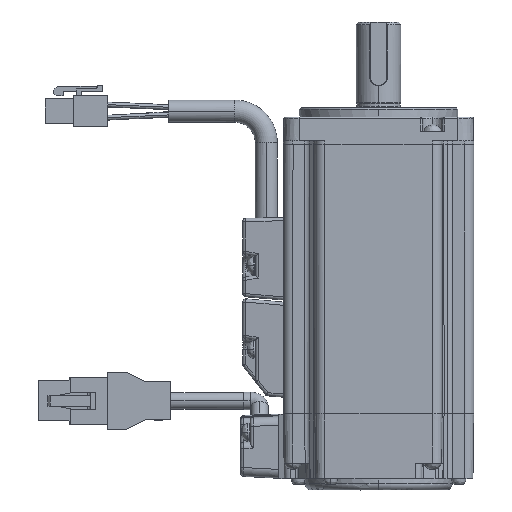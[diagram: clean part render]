
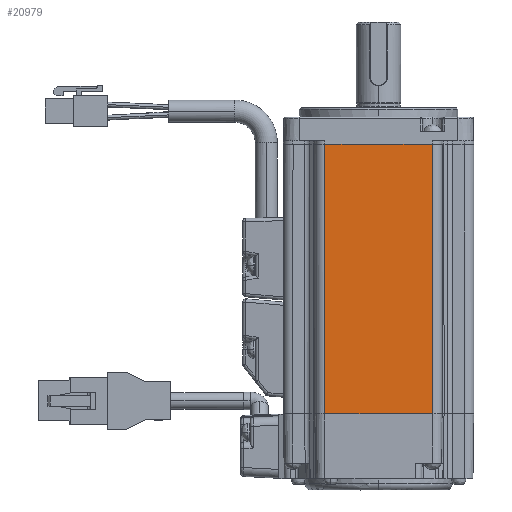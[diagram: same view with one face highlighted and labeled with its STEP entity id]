
A CAD part, left-side view. The second image highlights one B-rep face of the part: STEP entity #20979.
In plain terms, the highlighted planar face has unit normal (-1, -0.001, 0).
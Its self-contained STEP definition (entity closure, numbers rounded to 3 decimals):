
#942 = CARTESIAN_POINT ( 'NONE',  ( -30.015, 16.976, 67.342 ) ) ;
#1107 = CARTESIAN_POINT ( 'NONE',  ( -30.015, 16.976, 27.114 ) ) ;
#1263 = ORIENTED_EDGE ( 'NONE', *, *, #24004, .F. ) ;
#1755 = EDGE_CURVE ( 'NONE', #11266, #8130, #10123, .T. ) ;
#2863 = ORIENTED_EDGE ( 'NONE', *, *, #20964, .T. ) ;
#2872 = ORIENTED_EDGE ( 'NONE', *, *, #1755, .T. ) ;
#3734 = CARTESIAN_POINT ( 'NONE',  ( -30.015, 16.976, 7. ) ) ;
#3915 = CARTESIAN_POINT ( 'NONE',  ( -30.015, 16.976, 7. ) ) ;
#4613 = CARTESIAN_POINT ( 'NONE',  ( -29.985, -17.026, 7. ) ) ;
#6345 = ORIENTED_EDGE ( 'NONE', *, *, #32087, .F. ) ;
#8065 = EDGE_CURVE ( 'NONE', #14119, #30854, #19062, .T. ) ;
#8083 = CARTESIAN_POINT ( 'NONE',  ( -30., -0.026, 49.55 ) ) ;
#8130 = VERTEX_POINT ( 'NONE', #27424 ) ;
#8949 = CARTESIAN_POINT ( 'NONE',  ( -29.985, -17.019, 35.367 ) ) ;
#9293 = CARTESIAN_POINT ( 'NONE',  ( -30.015, 16.976, 67.342 ) ) ;
#9491 = B_SPLINE_CURVE_WITH_KNOTS ( 'NONE', 3,
 ( #23837, #31064, #10945, #18468 ),
 .UNSPECIFIED., .F., .F.,
 ( 4, 4 ),
 ( 0., 1. ),
 .UNSPECIFIED. ) ;
#9687 = CARTESIAN_POINT ( 'NONE',  ( -29.995, -5.677, 92.1 ) ) ;
#10123 = B_SPLINE_CURVE_WITH_KNOTS ( 'NONE', 3,
 ( #19896, #32658, #9687, #27596 ),
 .UNSPECIFIED., .F., .F.,
 ( 4, 4 ),
 ( 0., 1. ),
 .UNSPECIFIED. ) ;
#10390 = B_SPLINE_CURVE_WITH_KNOTS ( 'NONE', 3,
 ( #3915, #1107, #16310, #942 ),
 .UNSPECIFIED., .F., .F.,
 ( 4, 4 ),
 ( 0., 1. ),
 .UNSPECIFIED. ) ;
#10467 = CARTESIAN_POINT ( 'NONE',  ( -30.015, 16.976, 67.342 ) ) ;
#10867 = DIRECTION ( 'NONE',  ( 0.001, -1., 0. ) ) ;
#10945 = CARTESIAN_POINT ( 'NONE',  ( -30.01, 11.314, 92.1 ) ) ;
#11266 = VERTEX_POINT ( 'NONE', #21336 ) ;
#12977 = CARTESIAN_POINT ( 'NONE',  ( -30.007, 16.977, 92.1 ) ) ;
#14119 = VERTEX_POINT ( 'NONE', #3734 ) ;
#15608 = B_SPLINE_CURVE_WITH_KNOTS ( 'NONE', 3,
 ( #27025, #16642, #8949, #19182 ),
 .UNSPECIFIED., .F., .F.,
 ( 4, 4 ),
 ( 0., 1. ),
 .UNSPECIFIED. ) ;
#15682 = ORIENTED_EDGE ( 'NONE', *, *, #32167, .F. ) ;
#16310 = CARTESIAN_POINT ( 'NONE',  ( -30.015, 16.976, 47.228 ) ) ;
#16642 = CARTESIAN_POINT ( 'NONE',  ( -29.985, -17.011, 63.734 ) ) ;
#18315 = DIRECTION ( 'NONE',  ( -0.001, 1., 0. ) ) ;
#18468 = CARTESIAN_POINT ( 'NONE',  ( -30.007, 16.977, 92.1 ) ) ;
#19062 = LINE ( 'NONE', #28947, #24458 ) ;
#19182 = CARTESIAN_POINT ( 'NONE',  ( -29.985, -17.026, 7. ) ) ;
#19896 = CARTESIAN_POINT ( 'NONE',  ( -29.993, -17.004, 92.1 ) ) ;
#20964 = EDGE_CURVE ( 'NONE', #8130, #22802, #9491, .T. ) ;
#20979 = ADVANCED_FACE ( 'NONE', ( #26497 ), #31390, .F. ) ;
#21336 = CARTESIAN_POINT ( 'NONE',  ( -29.993, -17.004, 92.1 ) ) ;
#22802 = VERTEX_POINT ( 'NONE', #28528 ) ;
#23347 = DIRECTION ( 'NONE',  ( 1., 0.001, 0. ) ) ;
#23837 = CARTESIAN_POINT ( 'NONE',  ( -30., -0.013, 92.1 ) ) ;
#24004 = EDGE_CURVE ( 'NONE', #26923, #22802, #30114, .T. ) ;
#24151 = EDGE_LOOP ( 'NONE', ( #2872, #2863, #1263, #6345, #29824, #15682 ) ) ;
#24458 = VECTOR ( 'NONE', #10867, 1000. ) ;
#26497 = FACE_OUTER_BOUND ( 'NONE', #24151, .T. ) ;
#26923 = VERTEX_POINT ( 'NONE', #9293 ) ;
#27025 = CARTESIAN_POINT ( 'NONE',  ( -29.993, -17.004, 92.1 ) ) ;
#27189 = AXIS2_PLACEMENT_3D ( 'NONE', #8083, #23347, #18315 ) ;
#27424 = CARTESIAN_POINT ( 'NONE',  ( -30., -0.013, 92.1 ) ) ;
#27596 = CARTESIAN_POINT ( 'NONE',  ( -30., -0.013, 92.1 ) ) ;
#28528 = CARTESIAN_POINT ( 'NONE',  ( -30.007, 16.977, 92.1 ) ) ;
#28947 = CARTESIAN_POINT ( 'NONE',  ( -30.015, 16.975, 7. ) ) ;
#29824 = ORIENTED_EDGE ( 'NONE', *, *, #8065, .T. ) ;
#30114 = B_SPLINE_CURVE_WITH_KNOTS ( 'NONE', 3,
 ( #10467, #31242, #30917, #12977 ),
 .UNSPECIFIED., .F., .F.,
 ( 4, 4 ),
 ( 0., 1. ),
 .UNSPECIFIED. ) ;
#30854 = VERTEX_POINT ( 'NONE', #4613 ) ;
#30917 = CARTESIAN_POINT ( 'NONE',  ( -30.015, 16.977, 83.847 ) ) ;
#31064 = CARTESIAN_POINT ( 'NONE',  ( -30.005, 5.65, 92.1 ) ) ;
#31242 = CARTESIAN_POINT ( 'NONE',  ( -30.015, 16.977, 75.595 ) ) ;
#31390 = PLANE ( 'NONE',  #27189 ) ;
#32087 = EDGE_CURVE ( 'NONE', #14119, #26923, #10390, .T. ) ;
#32167 = EDGE_CURVE ( 'NONE', #11266, #30854, #15608, .T. ) ;
#32658 = CARTESIAN_POINT ( 'NONE',  ( -29.99, -11.34, 92.1 ) ) ;
